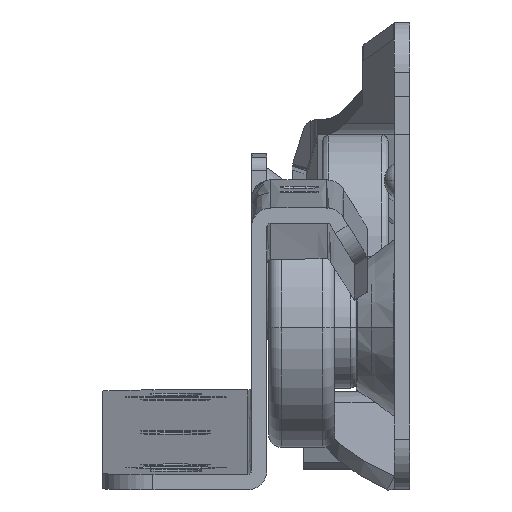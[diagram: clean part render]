
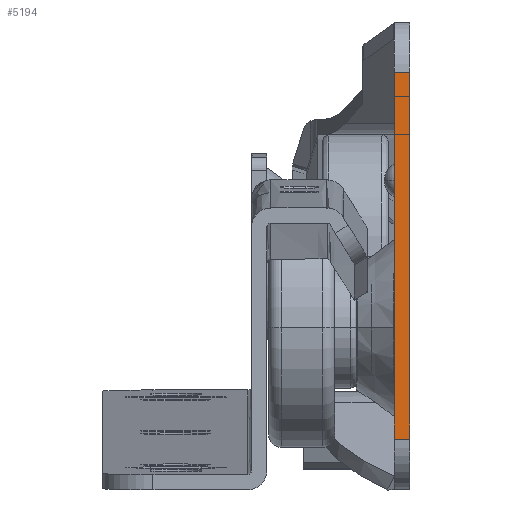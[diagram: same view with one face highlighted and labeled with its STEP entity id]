
A CAD part, top view. The second image highlights one B-rep face of the part: STEP entity #5194.
In plain terms, the highlighted planar face has unit normal (0, 0, 1).
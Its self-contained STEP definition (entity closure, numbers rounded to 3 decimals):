
#50 = LINE ( 'NONE', #2981, #910 ) ;
#878 = DIRECTION ( 'NONE',  ( 1., 0., 0. ) ) ;
#910 = VECTOR ( 'NONE', #10380, 1000. ) ;
#1405 = ORIENTED_EDGE ( 'NONE', *, *, #2861, .F. ) ;
#1463 = EDGE_CURVE ( 'NONE', #9282, #7532, #7489, .T. ) ;
#1552 = CARTESIAN_POINT ( 'NONE',  ( 0., -14., 0. ) ) ;
#1855 = CARTESIAN_POINT ( 'NONE',  ( -1.2, -18., 0. ) ) ;
#2301 = ORIENTED_EDGE ( 'NONE', *, *, #1463, .T. ) ;
#2512 = LINE ( 'NONE', #6926, #9180 ) ;
#2615 = EDGE_CURVE ( 'NONE', #10844, #4206, #2512, .T. ) ;
#2703 = DIRECTION ( 'NONE',  ( 0., -1., 0. ) ) ;
#2861 = EDGE_CURVE ( 'NONE', #9282, #4206, #5652, .T. ) ;
#2899 = DIRECTION ( 'NONE',  ( 0., 0., 1. ) ) ;
#2981 = CARTESIAN_POINT ( 'NONE',  ( -1.2, -18., 0. ) ) ;
#3840 = DIRECTION ( 'NONE',  ( 1., 0., 0. ) ) ;
#4206 = VERTEX_POINT ( 'NONE', #1552 ) ;
#4779 = EDGE_CURVE ( 'NONE', #7532, #10844, #50, .T. ) ;
#5194 = ADVANCED_FACE ( 'NONE', ( #10571 ), #8215, .T. ) ;
#5652 = LINE ( 'NONE', #11993, #5762 ) ;
#5762 = VECTOR ( 'NONE', #2703, 1000. ) ;
#6926 = CARTESIAN_POINT ( 'NONE',  ( -1.2, -14., 0. ) ) ;
#7489 = LINE ( 'NONE', #11956, #12719 ) ;
#7532 = VERTEX_POINT ( 'NONE', #11114 ) ;
#8215 = PLANE ( 'NONE',  #12089 ) ;
#8528 = CARTESIAN_POINT ( 'NONE',  ( -1.2, -14., 0. ) ) ;
#8862 = CARTESIAN_POINT ( 'NONE',  ( 0., 15., 0. ) ) ;
#9180 = VECTOR ( 'NONE', #3840, 1000. ) ;
#9282 = VERTEX_POINT ( 'NONE', #8862 ) ;
#10380 = DIRECTION ( 'NONE',  ( 0., -1., 0. ) ) ;
#10571 = FACE_OUTER_BOUND ( 'NONE', #13739, .T. ) ;
#10844 = VERTEX_POINT ( 'NONE', #8528 ) ;
#11114 = CARTESIAN_POINT ( 'NONE',  ( -1.2, 15., 0. ) ) ;
#11739 = DIRECTION ( 'NONE',  ( -1., 0., 0. ) ) ;
#11956 = CARTESIAN_POINT ( 'NONE',  ( -1.2, 15., 0. ) ) ;
#11993 = CARTESIAN_POINT ( 'NONE',  ( 0., -18., 0. ) ) ;
#12089 = AXIS2_PLACEMENT_3D ( 'NONE', #1855, #2899, #878 ) ;
#12545 = ORIENTED_EDGE ( 'NONE', *, *, #2615, .T. ) ;
#12719 = VECTOR ( 'NONE', #11739, 1000. ) ;
#12748 = ORIENTED_EDGE ( 'NONE', *, *, #4779, .T. ) ;
#13739 = EDGE_LOOP ( 'NONE', ( #12748, #12545, #1405, #2301 ) ) ;
